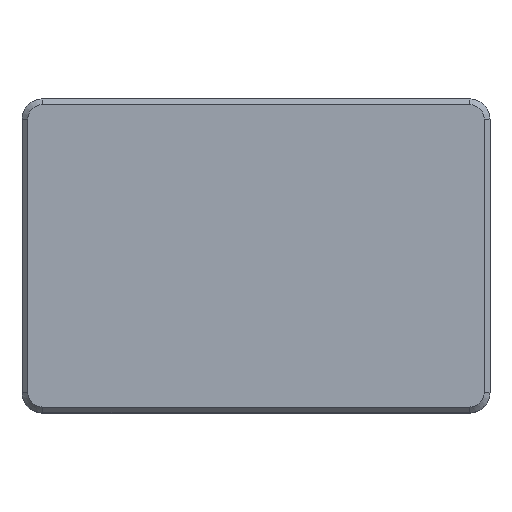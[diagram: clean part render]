
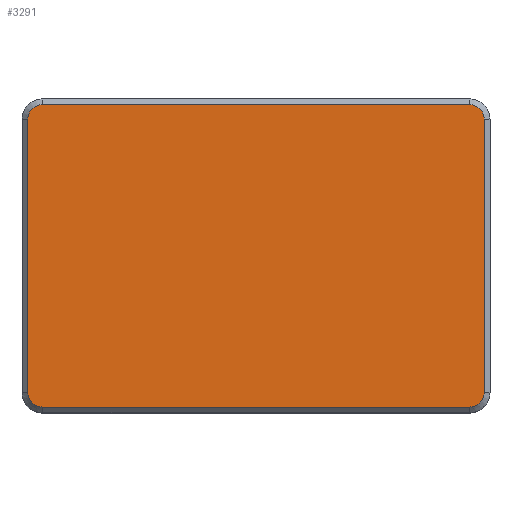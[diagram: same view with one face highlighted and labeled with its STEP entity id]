
A CAD part, top view. The second image highlights one B-rep face of the part: STEP entity #3291.
In plain terms, the highlighted planar face has unit normal (0, 0, 1).
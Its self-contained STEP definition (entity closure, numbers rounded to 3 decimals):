
#63=PLANE('',#3517);
#190=FACE_OUTER_BOUND('',#373,.T.);
#373=EDGE_LOOP('',(#2309,#2310,#2311,#2312,#2313,#2314,#2315,#2316));
#565=LINE('',#4807,#940);
#569=LINE('',#4819,#944);
#573=LINE('',#4831,#948);
#579=LINE('',#4847,#954);
#940=VECTOR('',#3818,10.);
#944=VECTOR('',#3830,10.);
#948=VECTOR('',#3842,10.);
#954=VECTOR('',#3856,10.);
#1311=CIRCLE('',#3495,2.5);
#1313=CIRCLE('',#3499,2.5);
#1315=CIRCLE('',#3503,2.5);
#1317=CIRCLE('',#3507,2.5);
#1432=VERTEX_POINT('',#4800);
#1435=VERTEX_POINT('',#4805);
#1436=VERTEX_POINT('',#4809);
#1438=VERTEX_POINT('',#4815);
#1440=VERTEX_POINT('',#4821);
#1442=VERTEX_POINT('',#4827);
#1444=VERTEX_POINT('',#4833);
#1446=VERTEX_POINT('',#4839);
#1757=EDGE_CURVE('',#1435,#1432,#565,.T.);
#1760=EDGE_CURVE('',#1432,#1436,#1311,.T.);
#1763=EDGE_CURVE('',#1436,#1438,#569,.T.);
#1766=EDGE_CURVE('',#1438,#1440,#1313,.T.);
#1769=EDGE_CURVE('',#1440,#1442,#573,.T.);
#1772=EDGE_CURVE('',#1442,#1444,#1315,.T.);
#1777=EDGE_CURVE('',#1444,#1446,#579,.T.);
#1779=EDGE_CURVE('',#1446,#1435,#1317,.T.);
#2309=ORIENTED_EDGE('',*,*,#1757,.F.);
#2310=ORIENTED_EDGE('',*,*,#1779,.F.);
#2311=ORIENTED_EDGE('',*,*,#1777,.F.);
#2312=ORIENTED_EDGE('',*,*,#1772,.F.);
#2313=ORIENTED_EDGE('',*,*,#1769,.F.);
#2314=ORIENTED_EDGE('',*,*,#1766,.F.);
#2315=ORIENTED_EDGE('',*,*,#1763,.F.);
#2316=ORIENTED_EDGE('',*,*,#1760,.F.);
#3291=ADVANCED_FACE('',(#190),#63,.T.);
#3495=AXIS2_PLACEMENT_3D('',#4813,#3824,#3825);
#3499=AXIS2_PLACEMENT_3D('',#4825,#3836,#3837);
#3503=AXIS2_PLACEMENT_3D('',#4837,#3848,#3849);
#3507=AXIS2_PLACEMENT_3D('',#4850,#3861,#3862);
#3517=AXIS2_PLACEMENT_3D('',#4887,#3895,#3896);
#3818=DIRECTION('',(0.,1.,0.));
#3824=DIRECTION('center_axis',(0.,0.,-1.));
#3825=DIRECTION('ref_axis',(-0.707,0.707,0.));
#3830=DIRECTION('',(1.,0.,0.));
#3836=DIRECTION('center_axis',(0.,0.,-1.));
#3837=DIRECTION('ref_axis',(0.707,0.707,0.));
#3842=DIRECTION('',(0.,-1.,0.));
#3848=DIRECTION('center_axis',(0.,0.,-1.));
#3849=DIRECTION('ref_axis',(0.707,-0.707,0.));
#3856=DIRECTION('',(-1.,0.,0.));
#3861=DIRECTION('center_axis',(0.,0.,-1.));
#3862=DIRECTION('ref_axis',(-0.707,-0.707,0.));
#3895=DIRECTION('center_axis',(0.,0.,1.));
#3896=DIRECTION('ref_axis',(1.,0.,0.));
#4800=CARTESIAN_POINT('',(-38.525,24.025,25.25));
#4805=CARTESIAN_POINT('',(-38.525,-23.025,25.25));
#4807=CARTESIAN_POINT('',(-38.525,13.75,25.25));
#4809=CARTESIAN_POINT('',(-36.025,26.525,25.25));
#4813=CARTESIAN_POINT('Origin',(-36.025,24.025,25.25));
#4815=CARTESIAN_POINT('',(37.525,26.525,25.25));
#4819=CARTESIAN_POINT('',(20.625,26.525,25.25));
#4821=CARTESIAN_POINT('',(40.025,24.025,25.25));
#4825=CARTESIAN_POINT('Origin',(37.525,24.025,25.25));
#4827=CARTESIAN_POINT('',(40.025,-23.025,25.25));
#4831=CARTESIAN_POINT('',(40.025,-12.75,25.25));
#4833=CARTESIAN_POINT('',(37.525,-25.525,25.25));
#4837=CARTESIAN_POINT('Origin',(37.525,-23.025,25.25));
#4839=CARTESIAN_POINT('',(-36.025,-25.525,25.25));
#4847=CARTESIAN_POINT('',(-19.125,-25.525,25.25));
#4850=CARTESIAN_POINT('Origin',(-36.025,-23.025,25.25));
#4887=CARTESIAN_POINT('Origin',(0.75,0.5,25.25));
